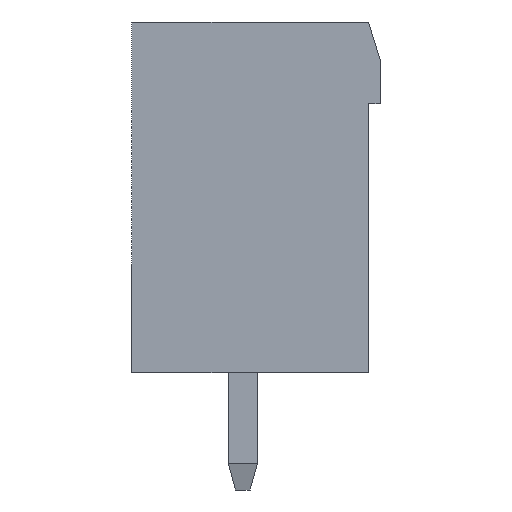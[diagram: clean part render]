
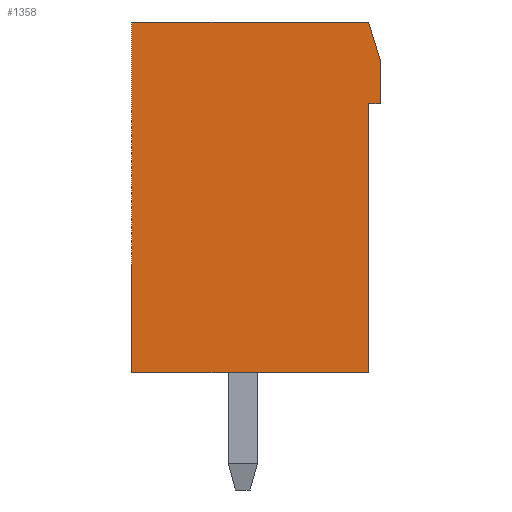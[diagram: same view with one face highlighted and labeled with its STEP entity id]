
A CAD part, left-side view. The second image highlights one B-rep face of the part: STEP entity #1358.
In plain terms, the highlighted planar face has unit normal (-1, 0, 0).
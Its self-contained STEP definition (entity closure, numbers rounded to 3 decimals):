
#1358 = ADVANCED_FACE( '', ( #3031 ), #3032, .T. );
#3031 = FACE_OUTER_BOUND( '', #5089, .T. );
#3032 = PLANE( '', #5090 );
#5089 = EDGE_LOOP( '', ( #8602, #8603, #8604, #8605, #8606, #8607, #8608 ) );
#5090 = AXIS2_PLACEMENT_3D( '', #8609, #8610, #8611 );
#8602 = ORIENTED_EDGE( '', *, *, #13945, .T. );
#8603 = ORIENTED_EDGE( '', *, *, #13995, .T. );
#8604 = ORIENTED_EDGE( '', *, *, #13996, .T. );
#8605 = ORIENTED_EDGE( '', *, *, #13307, .T. );
#8606 = ORIENTED_EDGE( '', *, *, #13997, .T. );
#8607 = ORIENTED_EDGE( '', *, *, #13998, .T. );
#8608 = ORIENTED_EDGE( '', *, *, #13386, .T. );
#8609 = CARTESIAN_POINT( '', ( -49.26, 0., 0. ) );
#8610 = DIRECTION( '', ( -1., 0., 0. ) );
#8611 = DIRECTION( '', ( 0., 0., 1. ) );
#13307 = EDGE_CURVE( '', #16265, #16263, #16266, .T. );
#13386 = EDGE_CURVE( '', #16398, #16399, #16400, .T. );
#13945 = EDGE_CURVE( '', #16399, #17297, #17299, .T. );
#13995 = EDGE_CURVE( '', #17297, #17376, #17377, .T. );
#13996 = EDGE_CURVE( '', #17376, #16265, #17378, .T. );
#13997 = EDGE_CURVE( '', #16263, #17379, #17380, .T. );
#13998 = EDGE_CURVE( '', #17379, #16398, #17381, .T. );
#16263 = VERTEX_POINT( '', #20444 );
#16265 = VERTEX_POINT( '', #20447 );
#16266 = LINE( '', #20448, #20449 );
#16398 = VERTEX_POINT( '', #20635 );
#16399 = VERTEX_POINT( '', #20636 );
#16400 = LINE( '', #20637, #20638 );
#17297 = VERTEX_POINT( '', #21947 );
#17299 = LINE( '', #21950, #21951 );
#17376 = VERTEX_POINT( '', #22066 );
#17377 = LINE( '', #22067, #22068 );
#17378 = LINE( '', #22069, #22070 );
#17379 = VERTEX_POINT( '', #22071 );
#17380 = LINE( '', #22072, #22073 );
#17381 = LINE( '', #22074, #22075 );
#20444 = CARTESIAN_POINT( '', ( -49.26, -4.05, -6. ) );
#20447 = CARTESIAN_POINT( '', ( -49.26, 4.05, -6. ) );
#20448 = CARTESIAN_POINT( '', ( -49.26, 4.05, -6. ) );
#20449 = VECTOR( '', #25032, 1000. );
#20635 = CARTESIAN_POINT( '', ( -49.26, -4.45, 3.2 ) );
#20636 = CARTESIAN_POINT( '', ( -49.26, -4.45, 4.7 ) );
#20637 = CARTESIAN_POINT( '', ( -49.26, -4.45, 3.2 ) );
#20638 = VECTOR( '', #25111, 1000. );
#21947 = CARTESIAN_POINT( '', ( -49.26, -4.05, 6. ) );
#21950 = CARTESIAN_POINT( '', ( -49.26, -4.45, 4.7 ) );
#21951 = VECTOR( '', #25633, 1000. );
#22066 = CARTESIAN_POINT( '', ( -49.26, 4.05, 6. ) );
#22067 = CARTESIAN_POINT( '', ( -49.26, -4.05, 6. ) );
#22068 = VECTOR( '', #25672, 1000. );
#22069 = CARTESIAN_POINT( '', ( -49.26, 4.05, 6. ) );
#22070 = VECTOR( '', #25673, 1000. );
#22071 = CARTESIAN_POINT( '', ( -49.26, -4.05, 3.2 ) );
#22072 = CARTESIAN_POINT( '', ( -49.26, -4.05, -6. ) );
#22073 = VECTOR( '', #25674, 1000. );
#22074 = CARTESIAN_POINT( '', ( -49.26, -4.05, 3.2 ) );
#22075 = VECTOR( '', #25675, 1000. );
#25032 = DIRECTION( '', ( 0., -1., 0. ) );
#25111 = DIRECTION( '', ( 0., 0., 1. ) );
#25633 = DIRECTION( '', ( 0., 0.294, 0.956 ) );
#25672 = DIRECTION( '', ( 0., 1., 0. ) );
#25673 = DIRECTION( '', ( 0., 0., -1. ) );
#25674 = DIRECTION( '', ( 0., 0., 1. ) );
#25675 = DIRECTION( '', ( 0., -1., 0. ) );
